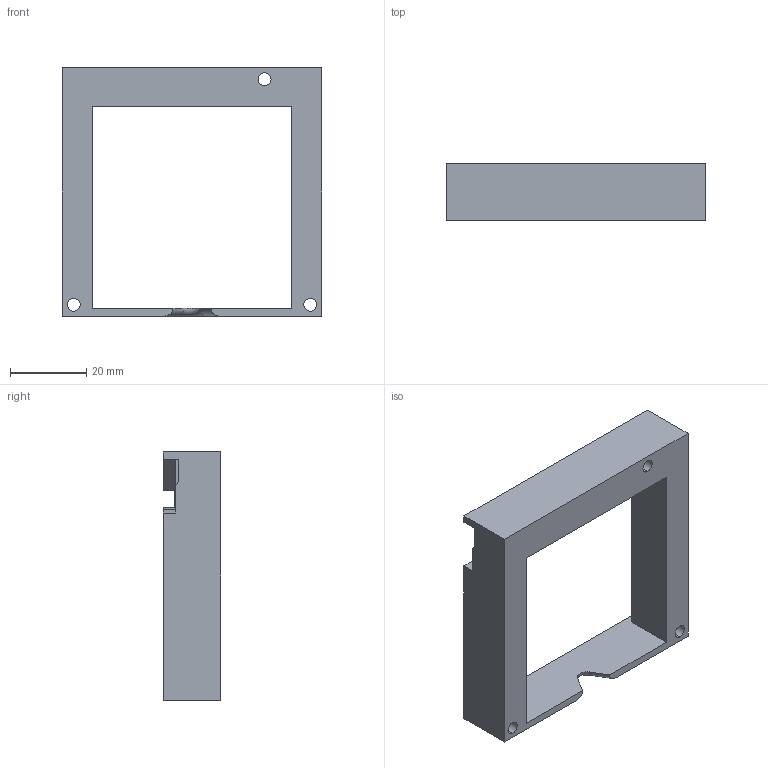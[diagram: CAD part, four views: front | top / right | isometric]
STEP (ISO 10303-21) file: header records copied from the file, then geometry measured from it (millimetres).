
FILE_DESCRIPTION (( 'STEP AP214' ), '1' );
FILE_NAME ('HEL-04-04000-00.step', '2023-07-26T13:44:07', ( '' ), ( '' ), 'SwSTEP 2.0', 'SolidWorks 2021', '' );
FILE_SCHEMA (( 'AUTOMOTIVE_DESIGN' ));
Length unit declared in the file: millimetre
Products named in the file (1): HEL-04-04000-00
Bounding box: 68 x 15 x 65 mm (x, y, z)
Volume: 22760.1 mm3; surface area: 10844.7 mm2
Topology: 1 solids, 1 shells, 39 faces, 117 edges, 78 vertices
Faces by surface type: plane 30, cylinder 8, torus 1
Entity records: 1786 total; most frequent: CARTESIAN_POINT 241, ORIENTED_EDGE 234, DIRECTION 211, EDGE_CURVE 117, LINE 99, VECTOR 99, VERTEX_POINT 78, AXIS2_PLACEMENT_3D 56
